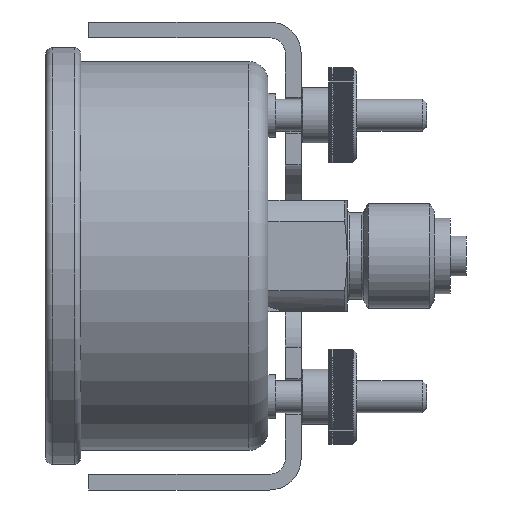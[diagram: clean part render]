
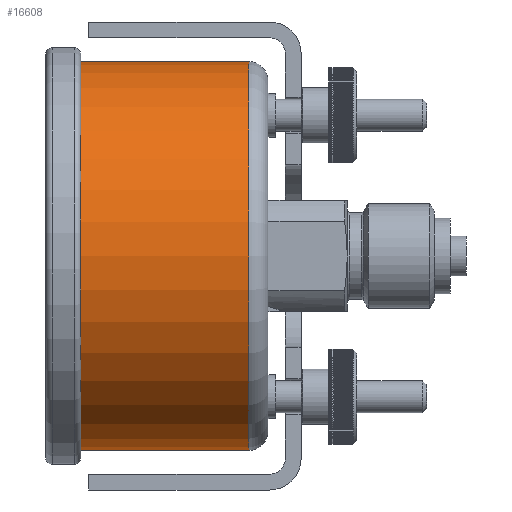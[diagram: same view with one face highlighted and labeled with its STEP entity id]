
A CAD part, left-side view. The second image highlights one B-rep face of the part: STEP entity #16608.
In plain terms, the highlighted cylindrical face has radius 24.5 mm (diameter 49 mm), a full revolution.
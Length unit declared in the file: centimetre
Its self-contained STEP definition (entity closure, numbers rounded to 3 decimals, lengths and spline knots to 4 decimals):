
#34=B_SPLINE_CURVE_WITH_KNOTS('',3,(#27796,#27797,#27798,#27799,#27800,
#27801,#27802,#27803,#27804,#27805,#27806,#27807,#27808,#27809,#27810,#27811,
#27812,#27813,#27814),.UNSPECIFIED.,.F.,.F.,(4,2,2,2,3,2,2,2,4),(1.698,
1.8395,1.981,2.1224,2.2639,2.4054,
2.5469,2.6884,2.8299),.UNSPECIFIED.);
#35=B_SPLINE_CURVE_WITH_KNOTS('',3,(#27817,#27818,#27819,#27820,#27821,
#27822,#27823,#27824,#27825,#27826,#27827,#27828,#27829,#27830,#27831,#27832,
#27833,#27834),.UNSPECIFIED.,.F.,.F.,(4,2,2,2,2,2,2,2,4),(0.566,
0.7075,0.849,0.9905,1.132,
1.2735,1.415,1.5565,1.698),
 .UNSPECIFIED.);
#797=CYLINDRICAL_SURFACE('',#18000,2.45);
#2107=LINE('',#27838,#3418);
#2108=LINE('',#27840,#3419);
#3418=VECTOR('',#22014,0.075);
#3419=VECTOR('',#22015,0.075);
#3464=FACE_BOUND('',#5162,.T.);
#3465=FACE_BOUND('',#5163,.T.);
#4291=FACE_OUTER_BOUND('',#5161,.T.);
#5161=EDGE_LOOP('',(#14414));
#5162=EDGE_LOOP('',(#14415,#14416,#14417,#14418,#14419,#14420));
#5163=EDGE_LOOP('',(#14421));
#5726=CIRCLE('',#17992,2.45);
#5730=CIRCLE('',#18001,2.45);
#7299=VERTEX_POINT('',#27794);
#7300=VERTEX_POINT('',#27795);
#7301=VERTEX_POINT('',#27837);
#7302=VERTEX_POINT('',#27839);
#7314=VERTEX_POINT('',#27882);
#7318=VERTEX_POINT('',#27895);
#9662=EDGE_CURVE('',#7299,#7300,#34,.T.);
#9664=EDGE_CURVE('',#7300,#7299,#35,.T.);
#9666=EDGE_CURVE('',#7301,#7299,#2107,.T.);
#9667=EDGE_CURVE('',#7300,#7302,#2108,.T.);
#9681=EDGE_CURVE('',#7314,#7314,#5726,.T.);
#9685=EDGE_CURVE('',#7318,#7318,#5730,.T.);
#14414=ORIENTED_EDGE('',*,*,#9681,.T.);
#14415=ORIENTED_EDGE('',*,*,#9667,.T.);
#14416=ORIENTED_EDGE('',*,*,#9667,.F.);
#14417=ORIENTED_EDGE('',*,*,#9664,.T.);
#14418=ORIENTED_EDGE('',*,*,#9666,.F.);
#14419=ORIENTED_EDGE('',*,*,#9666,.T.);
#14420=ORIENTED_EDGE('',*,*,#9662,.T.);
#14421=ORIENTED_EDGE('',*,*,#9685,.F.);
#16608=ADVANCED_FACE('',(#4291,#3464,#3465),#797,.T.);
#17992=AXIS2_PLACEMENT_3D('',#27883,#22076,#22077);
#18000=AXIS2_PLACEMENT_3D('',#27894,#22092,#22093);
#18001=AXIS2_PLACEMENT_3D('',#27896,#22094,#22095);
#22014=DIRECTION('',(0.,-1.,0.));
#22015=DIRECTION('',(0.,-1.,0.));
#22076=DIRECTION('center_axis',(0.,-1.,0.));
#22077=DIRECTION('ref_axis',(1.,0.,0.));
#22092=DIRECTION('center_axis',(0.,-1.,0.));
#22093=DIRECTION('ref_axis',(1.,0.,0.));
#22094=DIRECTION('center_axis',(0.,-1.,0.));
#22095=DIRECTION('ref_axis',(1.,0.,0.));
#27794=CARTESIAN_POINT('',(2.45,1.675,0.));
#27795=CARTESIAN_POINT('',(2.45,0.925,0.));
#27796=CARTESIAN_POINT('Ctrl Pts',(2.45,1.675,0.));
#27797=CARTESIAN_POINT('Ctrl Pts',(2.45,1.675,-0.0472));
#27798=CARTESIAN_POINT('Ctrl Pts',(2.4485,1.6656,-0.0974));
#27799=CARTESIAN_POINT('Ctrl Pts',(2.4431,1.6273,-0.1898));
#27800=CARTESIAN_POINT('Ctrl Pts',(2.4392,1.5984,-0.2319));
#27801=CARTESIAN_POINT('Ctrl Pts',(2.432,1.5319,-0.2984));
#27802=CARTESIAN_POINT('Ctrl Pts',(2.4281,1.4898,-0.3273));
#27803=CARTESIAN_POINT('Ctrl Pts',(2.4227,1.3974,-0.3656));
#27804=CARTESIAN_POINT('Ctrl Pts',(2.4211,1.3472,-0.375));
#27805=CARTESIAN_POINT('Ctrl Pts',(2.4211,1.3,-0.375));
#27806=CARTESIAN_POINT('Ctrl Pts',(2.4211,1.2528,-0.375));
#27807=CARTESIAN_POINT('Ctrl Pts',(2.4227,1.2026,-0.3656));
#27808=CARTESIAN_POINT('Ctrl Pts',(2.4281,1.1102,-0.3273));
#27809=CARTESIAN_POINT('Ctrl Pts',(2.432,1.0681,-0.2984));
#27810=CARTESIAN_POINT('Ctrl Pts',(2.4392,1.0016,-0.2319));
#27811=CARTESIAN_POINT('Ctrl Pts',(2.4431,0.9727,-0.1898));
#27812=CARTESIAN_POINT('Ctrl Pts',(2.4485,0.9344,-0.0974));
#27813=CARTESIAN_POINT('Ctrl Pts',(2.45,0.925,-0.0472));
#27814=CARTESIAN_POINT('Ctrl Pts',(2.45,0.925,0.));
#27817=CARTESIAN_POINT('Ctrl Pts',(2.45,0.925,0.));
#27818=CARTESIAN_POINT('Ctrl Pts',(2.45,0.925,0.0472));
#27819=CARTESIAN_POINT('Ctrl Pts',(2.4485,0.9344,0.0974));
#27820=CARTESIAN_POINT('Ctrl Pts',(2.4431,0.9727,0.1898));
#27821=CARTESIAN_POINT('Ctrl Pts',(2.4392,1.0016,0.2319));
#27822=CARTESIAN_POINT('Ctrl Pts',(2.432,1.0681,0.2984));
#27823=CARTESIAN_POINT('Ctrl Pts',(2.4281,1.1102,0.3273));
#27824=CARTESIAN_POINT('Ctrl Pts',(2.4227,1.2026,0.3656));
#27825=CARTESIAN_POINT('Ctrl Pts',(2.4211,1.2528,0.375));
#27826=CARTESIAN_POINT('Ctrl Pts',(2.4211,1.3472,0.375));
#27827=CARTESIAN_POINT('Ctrl Pts',(2.4227,1.3974,0.3656));
#27828=CARTESIAN_POINT('Ctrl Pts',(2.4281,1.4898,0.3273));
#27829=CARTESIAN_POINT('Ctrl Pts',(2.432,1.5319,0.2984));
#27830=CARTESIAN_POINT('Ctrl Pts',(2.4392,1.5984,0.2319));
#27831=CARTESIAN_POINT('Ctrl Pts',(2.4431,1.6273,0.1898));
#27832=CARTESIAN_POINT('Ctrl Pts',(2.4485,1.6656,0.0974));
#27833=CARTESIAN_POINT('Ctrl Pts',(2.45,1.675,0.0472));
#27834=CARTESIAN_POINT('Ctrl Pts',(2.45,1.675,0.));
#27837=CARTESIAN_POINT('',(2.45,1.75,0.));
#27838=CARTESIAN_POINT('',(2.45,1.305,0.));
#27839=CARTESIAN_POINT('',(2.45,0.85,0.));
#27840=CARTESIAN_POINT('',(2.45,1.305,0.));
#27882=CARTESIAN_POINT('',(-2.45,2.36,0.));
#27883=CARTESIAN_POINT('Origin',(0.,2.36,0.));
#27894=CARTESIAN_POINT('Origin',(0.,1.305,0.));
#27895=CARTESIAN_POINT('',(2.45,0.24,0.));
#27896=CARTESIAN_POINT('Origin',(0.,0.24,0.));
